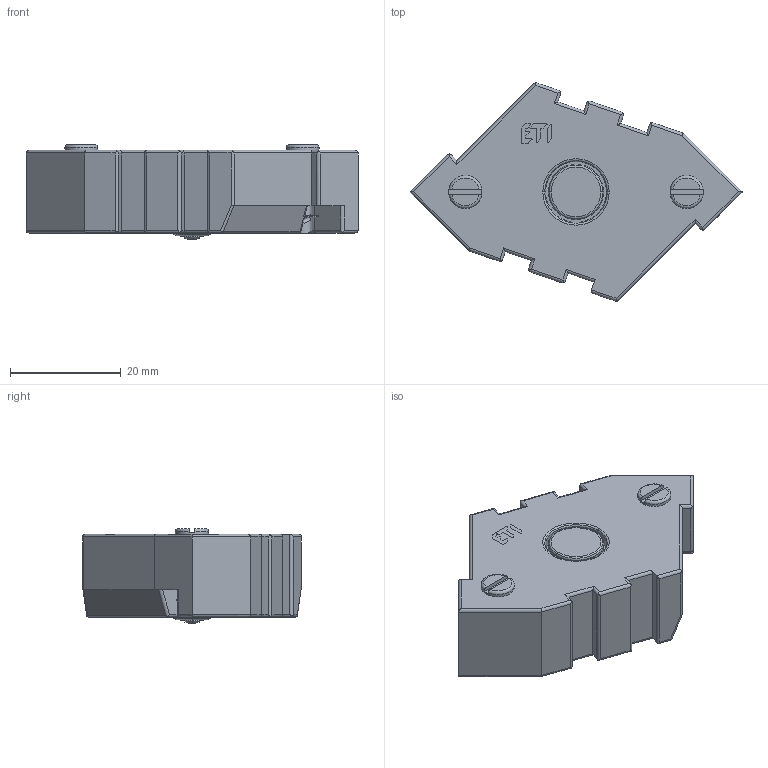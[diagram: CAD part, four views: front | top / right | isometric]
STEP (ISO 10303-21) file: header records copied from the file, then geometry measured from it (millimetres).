
FILE_DESCRIPTION((''),'2;1');
FILE_NAME('AMK1_ASM','2020-04-06T',('marketing.praksa'),('Audax d.o.o.'),'CREO PARAMETRIC BY PTC INC, 2017480','CREO PARAMETRIC BY PTC INC, 2017480','');
FILE_SCHEMA(('AUTOMOTIVE_DESIGN { 1 0 10303 214 1 1 1 1 }'));
Length unit declared in the file: millimetre
Products named in the file (14): 33F; 356; 35A; 367; 378; 385; 396; 39B; 3A0; 413-902; 413-903; 413-904; PRODUCT_ASM; AMK1_ASM
Assembly tree (13 placements, depth 3):
  AMK1_ASM
    PRODUCT_ASM
      33F
      356
      35A
      367
      378
      385
      396
      39B
      3A0
      413-902
      413-903
      413-904
Bounding box: 60 x 39.45 x 17.1 mm (x, y, z)
Volume: 17777.8 mm3; surface area: 6591 mm2
Topology: 12 solids, 12 shells, 343 faces, 901 edges, 594 vertices
Faces by surface type: cylinder 151, plane 128, torus 58, bspline 6
Entity records: 16027 total; most frequent: CARTESIAN_POINT 3978, ORIENTED_EDGE 1802, DIRECTION 1735, PRESENTATION_STYLE_ASSIGNMENT 913, STYLED_ITEM 913, CURVE_STYLE 901, EDGE_CURVE 901, AXIS2_PLACEMENT_3D 663
